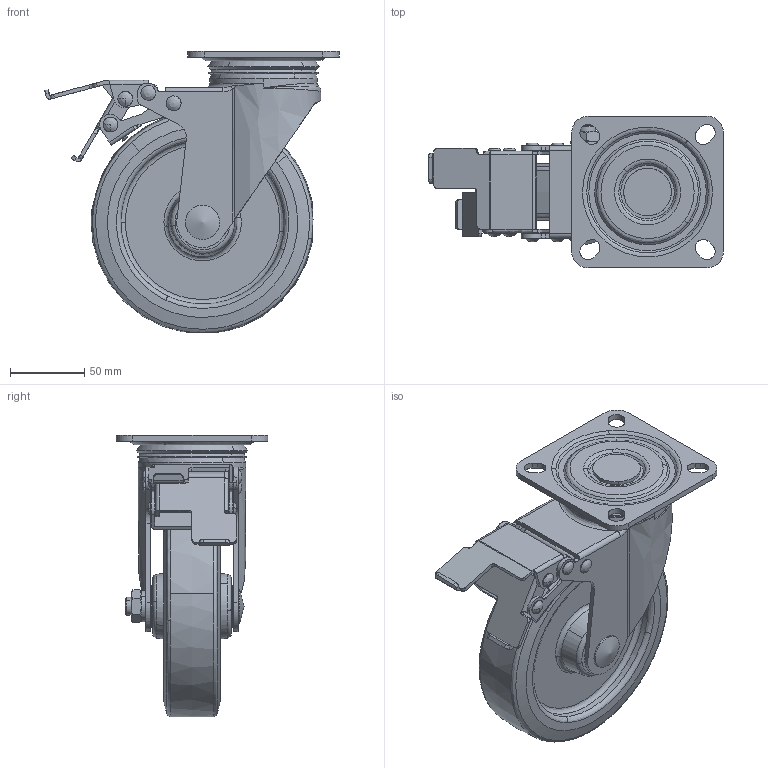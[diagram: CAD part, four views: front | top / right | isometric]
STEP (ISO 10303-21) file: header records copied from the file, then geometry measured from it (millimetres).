
FILE_DESCRIPTION((''),'2;1');
FILE_NAME('','2007-04-25T09:32:20',(''),(''),'','CADfix','');
FILE_SCHEMA(('AUTOMOTIVE_DESIGN'));
Length unit declared in the file: millimetre
Products named in the file (7): lever; wheel; mounting plate; main shaft; body; axle; 315S_UB150_29792_36
Assembly tree (6 placements, depth 2):
  315S_UB150_29792_36
    lever
    wheel
    mounting plate
    main shaft
    body
    axle
Bounding box: 198.27 x 102 x 189.3 mm (x, y, z)
Volume: 719355.9 mm3; surface area: 164966.2 mm2
Topology: 6 solids, 6 shells, 439 faces, 1560 edges, 1166 vertices
Faces by surface type: bspline 439
Entity records: 26883 total; most frequent: CARTESIAN_POINT 17671, ORIENTED_EDGE 3106, EDGE_CURVE 1553, VERTEX_POINT 1166, B_SPLINE_CURVE_WITH_KNOTS 1058, EDGE_LOOP 517, QUASI_UNIFORM_CURVE 491, FACE_OUTER_BOUND 439
